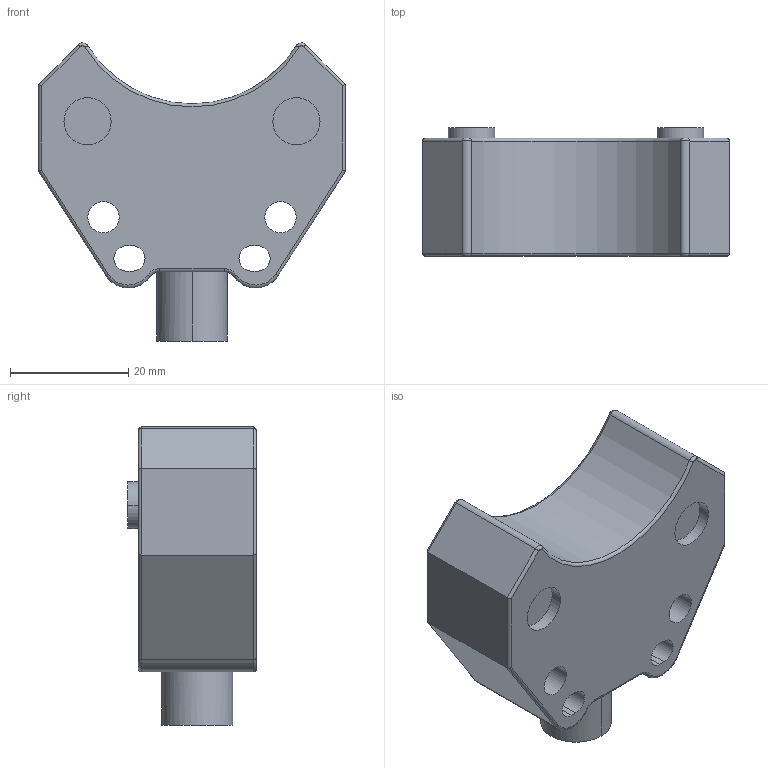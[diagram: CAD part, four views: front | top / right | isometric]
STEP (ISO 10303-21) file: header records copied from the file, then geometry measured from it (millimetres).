
FILE_DESCRIPTION((''),'2;1');
FILE_NAME('DM_CAD-0275A','2015-06-09T',('Creinig-se'),(''),'PRO/ENGINEER BY PARAMETRIC TECHNOLOGY CORPORATION, 2013050','PRO/ENGINEER BY PARAMETRIC TECHNOLOGY CORPORATION, 2013050','');
FILE_SCHEMA(('CONFIG_CONTROL_DESIGN'));
Length unit declared in the file: millimetre
Products named in the file (1): DM_CAD-0275A
Bounding box: 52 x 21.8 x 50.53 mm (x, y, z)
Volume: 30581.4 mm3; surface area: 8223.6 mm2
Topology: 1 solids, 1 shells, 88 faces, 414 edges, 358 vertices
Faces by surface type: cylinder 43, plane 31, torus 10, bspline 4
Entity records: 5975 total; most frequent: CARTESIAN_POINT 1200, DIRECTION 700, PRESENTATION_STYLE_ASSIGNMENT 472, STYLED_ITEM 471, CURVE_STYLE 441, ORIENTED_EDGE 416, AXIS2_PLACEMENT_3D 243, VECTOR 214
